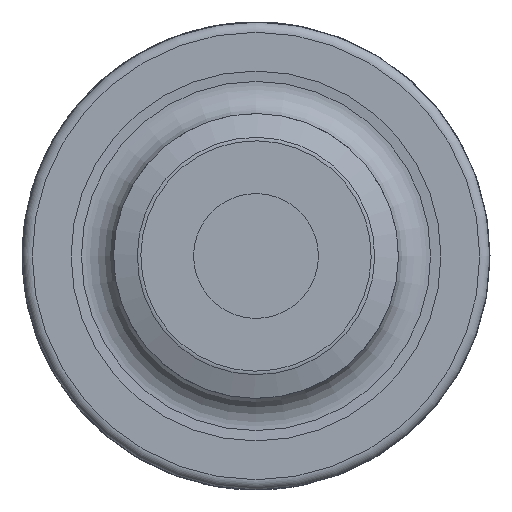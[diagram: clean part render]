
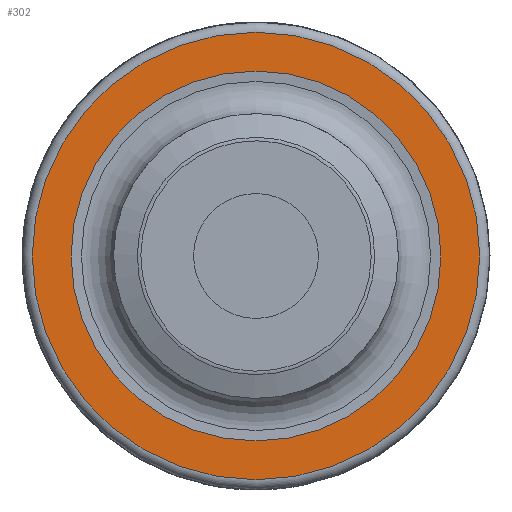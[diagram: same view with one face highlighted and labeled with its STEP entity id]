
A CAD part, left-side view. The second image highlights one B-rep face of the part: STEP entity #302.
In plain terms, the highlighted planar face has unit normal (-1, 0, 0).
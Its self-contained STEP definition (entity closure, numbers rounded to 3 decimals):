
#242=PLANE('',#1247);
#302=ADVANCED_FACE('',(#388,#389),#242,.F.);
#388=FACE_BOUND('',#483,.T.);
#389=FACE_BOUND('',#484,.T.);
#483=EDGE_LOOP('',(#689));
#484=EDGE_LOOP('',(#690));
#689=ORIENTED_EDGE('',*,*,#1049,.T.);
#690=ORIENTED_EDGE('',*,*,#1050,.F.);
#912=VERTEX_POINT('',#2223);
#913=VERTEX_POINT('',#2226);
#1049=EDGE_CURVE('',#912,#912,#1125,.T.);
#1050=EDGE_CURVE('',#913,#913,#1126,.T.);
#1125=CIRCLE('',#1244,18.174);
#1126=CIRCLE('',#1246,21.995);
#1244=AXIS2_PLACEMENT_3D('',#2222,#1494,#1495);
#1246=AXIS2_PLACEMENT_3D('',#2225,#1498,#1499);
#1247=AXIS2_PLACEMENT_3D('',#2227,#1500,#1501);
#1494=DIRECTION('',(1.,0.,0.));
#1495=DIRECTION('',(0.,0.,1.));
#1498=DIRECTION('',(1.,0.,0.));
#1499=DIRECTION('',(0.,0.,1.));
#1500=DIRECTION('',(1.,0.,0.));
#1501=DIRECTION('',(0.,0.,-1.));
#2222=CARTESIAN_POINT('',(28.,0.,0.));
#2223=CARTESIAN_POINT('',(28.,0.,18.174));
#2225=CARTESIAN_POINT('',(28.,0.,0.));
#2226=CARTESIAN_POINT('',(28.,0.,21.995));
#2227=CARTESIAN_POINT('',(28.,21.995,0.));
